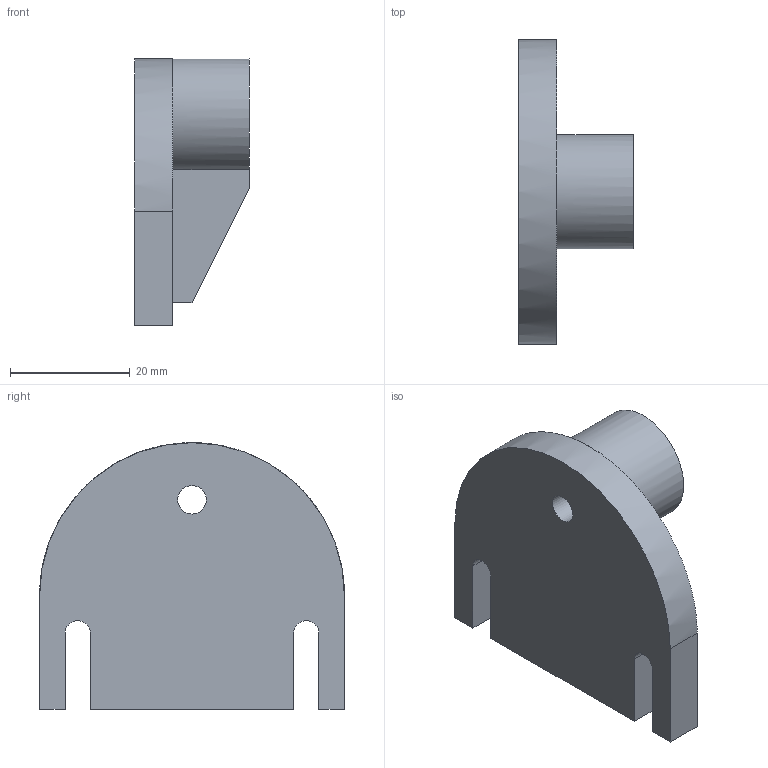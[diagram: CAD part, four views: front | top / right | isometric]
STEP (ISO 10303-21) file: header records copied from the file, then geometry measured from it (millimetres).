
FILE_DESCRIPTION(/* description */ (''),/* implementation_level */ '2;1');
FILE_NAME(/* name */ 'Tensioner.stp',/* time_stamp */ '2020-02-23T16:19:30-05:00',/* author */ ('Dominic'),/* organization */ (''),/* preprocessor_version */ 'ST-DEVELOPER v18',/* originating_system */ 'Autodesk Inventor 2020',/* authorisation */ '');
FILE_SCHEMA (('AUTOMOTIVE_DESIGN { 1 0 10303 214 3 1 1 }'));
Length unit declared in the file: inch
Products named in the file (1): Tensioner
Bounding box: 19.05 x 50.8 x 44.45 mm (x, y, z)
Volume: 16289.1 mm3; surface area: 6492.2 mm2
Topology: 1 solids, 1 shells, 21 faces, 57 edges, 38 vertices
Faces by surface type: plane 16, cylinder 5
Full cylindrical faces by diameter (mm): 4.762 x1
Entity records: 711 total; most frequent: CARTESIAN_POINT 117, ORIENTED_EDGE 114, DIRECTION 114, EDGE_CURVE 57, LINE 44, VECTOR 44, VERTEX_POINT 38, AXIS2_PLACEMENT_3D 35
